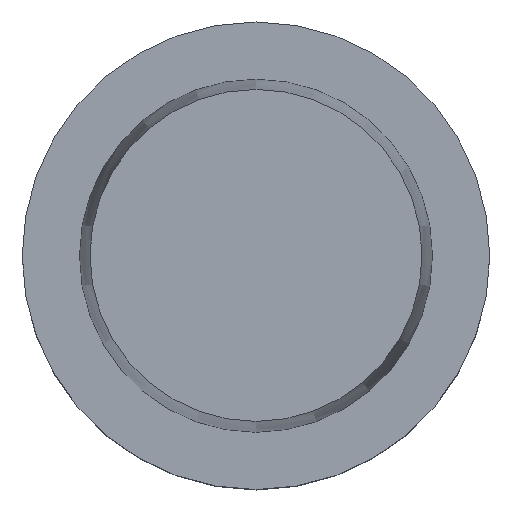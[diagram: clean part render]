
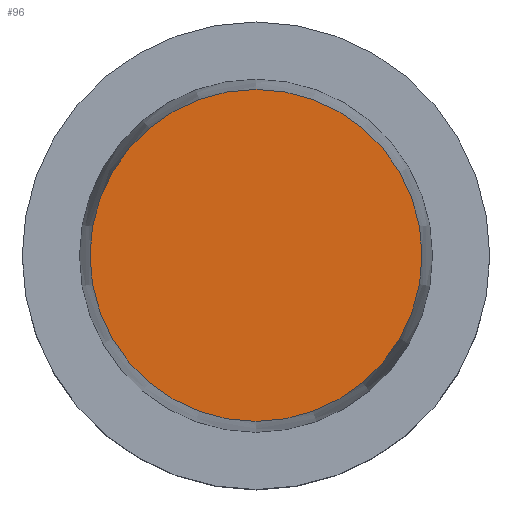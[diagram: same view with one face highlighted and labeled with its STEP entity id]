
A CAD part, top view. The second image highlights one B-rep face of the part: STEP entity #96.
In plain terms, the highlighted planar face has unit normal (0, 0, 1).
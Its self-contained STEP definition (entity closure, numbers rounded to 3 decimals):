
#96=ADVANCED_FACE('',(#161),#162,.T.);
#161=FACE_OUTER_BOUND('',#228,.T.);
#162=PLANE('',#229);
#228=EDGE_LOOP('',(#337));
#229=AXIS2_PLACEMENT_3D('',#338,#339,#340);
#337=ORIENTED_EDGE('',*,*,#367,.F.);
#338=CARTESIAN_POINT('',(0.,7.1,20.0));
#339=DIRECTION('',(0.,0.,1.0));
#340=DIRECTION('',(0.,-1.0,0.));
#367=EDGE_CURVE('',#410,#410,#411,.T.);
#410=VERTEX_POINT('',#454);
#411=CIRCLE('',#455,14.2);
#454=CARTESIAN_POINT('',(0.,14.2,20.0));
#455=AXIS2_PLACEMENT_3D('',#519,#520,#521);
#519=CARTESIAN_POINT('',(0.,0.,20.0));
#520=DIRECTION('',(0.,0.,-1.0));
#521=DIRECTION('',(0.,1.0,0.));
